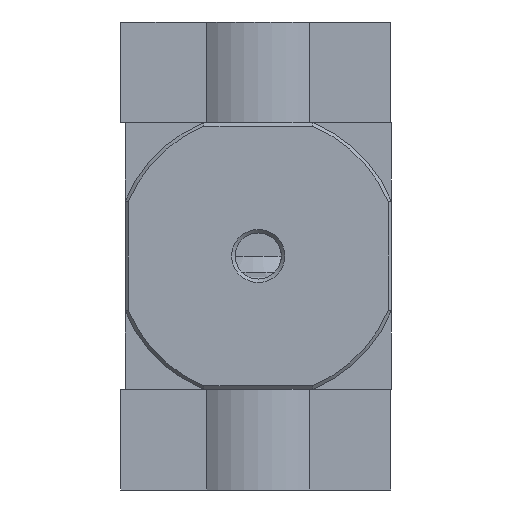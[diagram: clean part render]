
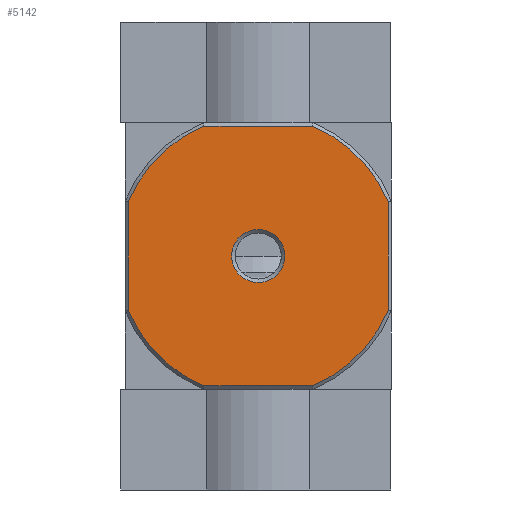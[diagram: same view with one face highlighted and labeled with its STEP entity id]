
A CAD part, front view. The second image highlights one B-rep face of the part: STEP entity #5142.
In plain terms, the highlighted planar face has unit normal (0, -1, 0).
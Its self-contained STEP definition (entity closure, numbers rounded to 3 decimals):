
#321=LINE('',#7668,#611);
#323=LINE('',#7685,#613);
#324=LINE('',#7691,#614);
#325=LINE('',#7695,#615);
#611=VECTOR('',#6152,1000.);
#613=VECTOR('',#6158,1000.);
#614=VECTOR('',#6163,1000.);
#615=VECTOR('',#6166,1000.);
#969=ORIENTED_EDGE('',*,*,#2134,.F.);
#970=ORIENTED_EDGE('',*,*,#2135,.T.);
#971=ORIENTED_EDGE('',*,*,#2136,.F.);
#972=ORIENTED_EDGE('',*,*,#2130,.T.);
#973=ORIENTED_EDGE('',*,*,#2137,.F.);
#974=ORIENTED_EDGE('',*,*,#2138,.F.);
#975=ORIENTED_EDGE('',*,*,#2139,.F.);
#976=ORIENTED_EDGE('',*,*,#2140,.F.);
#977=ORIENTED_EDGE('',*,*,#2141,.F.);
#2130=EDGE_CURVE('',#2707,#2708,#321,.T.);
#2134=EDGE_CURVE('',#2711,#2711,#3099,.T.);
#2135=EDGE_CURVE('',#2712,#2713,#323,.T.);
#2136=EDGE_CURVE('',#2707,#2713,#3100,.T.);
#2137=EDGE_CURVE('',#2714,#2708,#3101,.T.);
#2138=EDGE_CURVE('',#2715,#2714,#324,.T.);
#2139=EDGE_CURVE('',#2716,#2715,#3102,.T.);
#2140=EDGE_CURVE('',#2717,#2716,#325,.T.);
#2141=EDGE_CURVE('',#2712,#2717,#3103,.T.);
#2707=VERTEX_POINT('',#7669);
#2708=VERTEX_POINT('',#7670);
#2711=VERTEX_POINT('',#7684);
#2712=VERTEX_POINT('',#7686);
#2713=VERTEX_POINT('',#7687);
#2714=VERTEX_POINT('',#7690);
#2715=VERTEX_POINT('',#7692);
#2716=VERTEX_POINT('',#7694);
#2717=VERTEX_POINT('',#7696);
#3099=CIRCLE('',#5505,6.579);
#3100=CIRCLE('',#5506,34.9);
#3101=CIRCLE('',#5507,34.9);
#3102=CIRCLE('',#5508,34.9);
#3103=CIRCLE('',#5509,34.9);
#3336=EDGE_LOOP('',(#969));
#3337=EDGE_LOOP('',(#970,#971,#972,#973,#974,#975,#976,#977));
#3761=FACE_BOUND('',#3336,.T.);
#3762=FACE_BOUND('',#3337,.T.);
#4182=PLANE('',#5504);
#5142=ADVANCED_FACE('',(#3761,#3762),#4182,.F.);
#5504=AXIS2_PLACEMENT_3D('',#7682,#6154,#6155);
#5505=AXIS2_PLACEMENT_3D('',#7683,#6156,#6157);
#5506=AXIS2_PLACEMENT_3D('',#7688,#6159,#6160);
#5507=AXIS2_PLACEMENT_3D('',#7689,#6161,#6162);
#5508=AXIS2_PLACEMENT_3D('',#7693,#6164,#6165);
#5509=AXIS2_PLACEMENT_3D('',#7697,#6167,#6168);
#6152=DIRECTION('',(0.,0.,-1.));
#6154=DIRECTION('',(0.,1.,0.));
#6155=DIRECTION('',(0.,0.,1.));
#6156=DIRECTION('',(0.,-1.,0.));
#6157=DIRECTION('',(0.,0.,-1.));
#6158=DIRECTION('',(-1.,0.,0.));
#6159=DIRECTION('',(0.,1.,0.));
#6160=DIRECTION('',(-1.,0.,0.));
#6161=DIRECTION('',(0.,1.,0.));
#6162=DIRECTION('',(-1.,0.,0.));
#6163=DIRECTION('',(-1.,0.,0.));
#6164=DIRECTION('',(0.,1.,0.));
#6165=DIRECTION('',(-1.,0.,0.));
#6166=DIRECTION('',(0.,0.,-1.));
#6167=DIRECTION('',(0.,1.,0.));
#6168=DIRECTION('',(-1.,0.,0.));
#7668=CARTESIAN_POINT('',(-32.2,-33.,33.));
#7669=CARTESIAN_POINT('',(-32.2,-33.,13.46));
#7670=CARTESIAN_POINT('',(-32.2,-33.,-13.46));
#7682=CARTESIAN_POINT('',(-32.2,-33.,33.));
#7683=CARTESIAN_POINT('',(0.,-33.,0.));
#7684=CARTESIAN_POINT('',(0.,-33.,-6.579));
#7685=CARTESIAN_POINT('',(33.,-33.,32.2));
#7686=CARTESIAN_POINT('',(13.46,-33.,32.2));
#7687=CARTESIAN_POINT('',(-13.46,-33.,32.2));
#7688=CARTESIAN_POINT('',(0.,-33.,0.));
#7689=CARTESIAN_POINT('',(0.,-33.,0.));
#7690=CARTESIAN_POINT('',(-13.46,-33.,-32.2));
#7691=CARTESIAN_POINT('',(33.,-33.,-32.2));
#7692=CARTESIAN_POINT('',(13.46,-33.,-32.2));
#7693=CARTESIAN_POINT('',(0.,-33.,0.));
#7694=CARTESIAN_POINT('',(32.2,-33.,-13.46));
#7695=CARTESIAN_POINT('',(32.2,-33.,33.));
#7696=CARTESIAN_POINT('',(32.2,-33.,13.46));
#7697=CARTESIAN_POINT('',(0.,-33.,0.));
